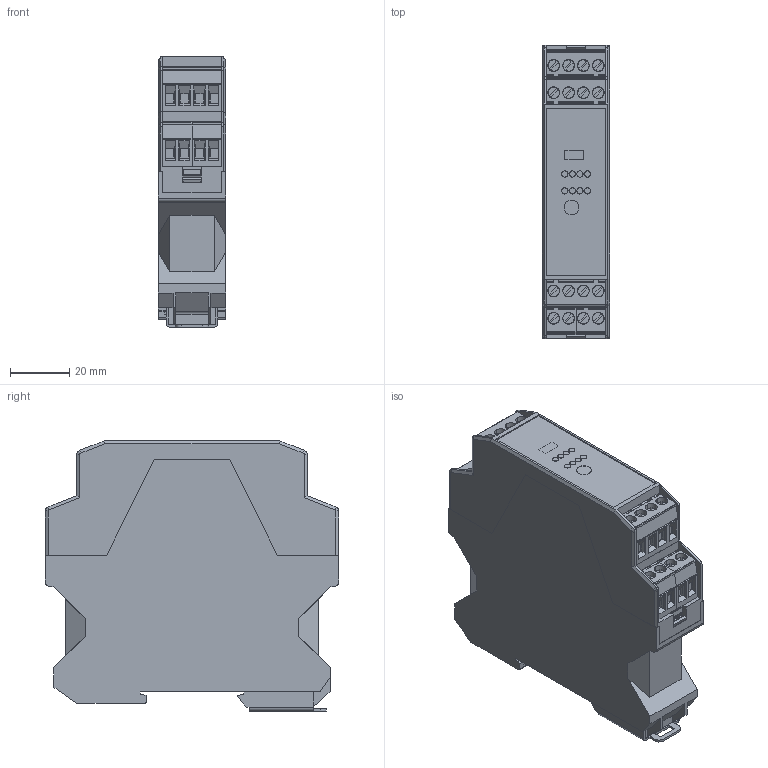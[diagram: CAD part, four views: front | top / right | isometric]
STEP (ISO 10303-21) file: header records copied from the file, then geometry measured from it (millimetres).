
FILE_DESCRIPTION(/* description */ ('Alibre Inc.'),/* implementation_level */ '2;1');
FILE_NAME(/* name */ 'export-856B83FE-64F5-44AD-A226-C4F2A3CEC5AA',/* time_stamp */ '2019-03-14T09:49:09+01:00',/* author */ (''),/* organization */ (''),/* preprocessor_version */ 'ST-DEVELOPER v17',/* originating_system */ 'Alibre',/* authorisation */ '');
FILE_SCHEMA (('AUTOMOTIVE_DESIGN'));
Length unit declared in the file: millimetre
Products named in the file (11): ID_1
Bounding box: 22.6 x 99 x 91.1 mm (x, y, z)
Volume: 69043.2 mm3; surface area: 65710.3 mm2
Topology: 21 solids, 21 shells, 2813 faces, 7406 edges, 4790 vertices
Faces by surface type: plane 2226, cylinder 547, cone 40
Full cylindrical faces by diameter (mm): 2.08 x13, 2.1 x11, 4.98 x1, 5 x1, 5.02 x1
Entity records: 49571 total; most frequent: ORIENTED_EDGE 8980, CARTESIAN_POINT 8838, DIRECTION 6527, EDGE_CURVE 4487, VECTOR 3638, LINE 3638, VERTEX_POINT 2923, AXIS2_PLACEMENT_3D 2069
